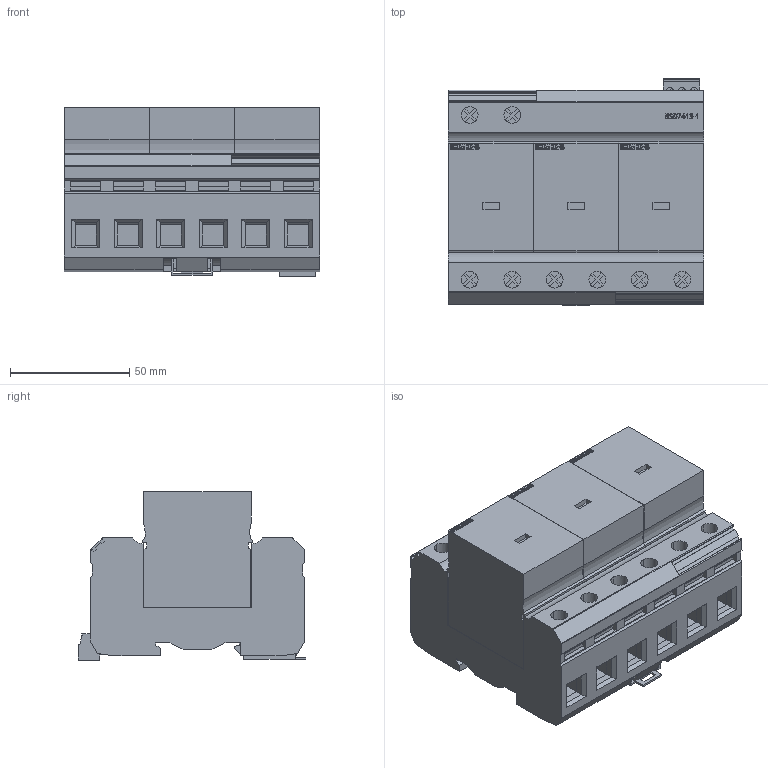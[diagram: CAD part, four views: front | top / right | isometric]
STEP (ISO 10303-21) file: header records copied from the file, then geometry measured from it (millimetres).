
FILE_DESCRIPTION(/* description */ (''),/* implementation_level */ '2;1');
FILE_NAME(/* name */ '5SD7413-1_v.stp',/* time_stamp */ '2023-07-26T13:01:07+02:00',/* author */ (''),/* organization */ (''),/* preprocessor_version */ 'ST-DEVELOPER v19.3',/* originating_system */ 'SIEMENS PLM Software NX2212.1700',/* authorisation */ '');
FILE_SCHEMA (('AUTOMOTIVE_DESIGN { 1 0 10303 214 3 1 1 1 }'));
Length unit declared in the file: millimetre
Products named in the file (1): model2
Bounding box: 106.8 x 95.2 x 70.75 mm (x, y, z)
Volume: 520277.2 mm3; surface area: 79734.5 mm2
Topology: 1 solids, 1 shells, 837 faces, 2287 edges, 1514 vertices
Faces by surface type: plane 763, cylinder 39, extrusion 35
Entity records: 31411 total; most frequent: CARTESIAN_POINT 7147, ORIENTED_EDGE 4574, DIRECTION 3577, EDGE_CURVE 2287, VECTOR 1655, LINE 1620, VERTEX_POINT 1514, AXIS2_PLACEMENT_3D 961
